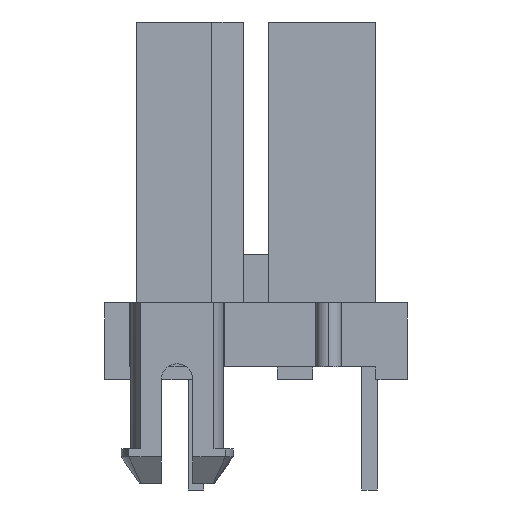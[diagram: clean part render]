
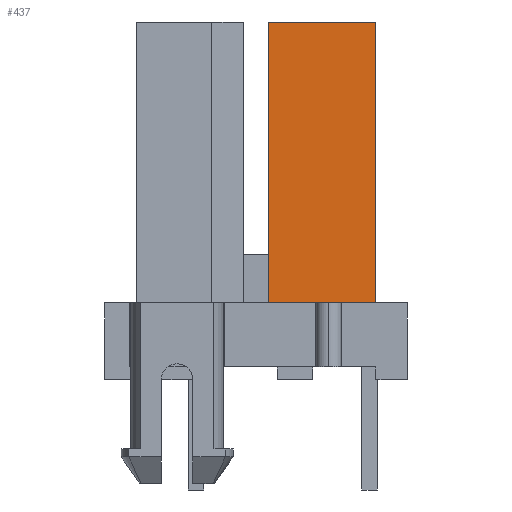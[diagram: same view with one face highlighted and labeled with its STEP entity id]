
A CAD part, left-side view. The second image highlights one B-rep face of the part: STEP entity #437.
In plain terms, the highlighted planar face has unit normal (-1, 0, 0).
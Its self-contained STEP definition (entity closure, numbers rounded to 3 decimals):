
#437=ADVANCED_FACE('',(#1417),#1418,.T.);
#1417=FACE_OUTER_BOUND('',#2606,.T.);
#1418=PLANE('',#2607);
#2606=EDGE_LOOP('',(#5992,#5993,#5994,#5995));
#2607=AXIS2_PLACEMENT_3D('',#5996,#5997,#5998);
#5992=ORIENTED_EDGE('',*,*,#8570,.T.);
#5993=ORIENTED_EDGE('',*,*,#8571,.F.);
#5994=ORIENTED_EDGE('',*,*,#8564,.F.);
#5995=ORIENTED_EDGE('',*,*,#7643,.T.);
#5996=CARTESIAN_POINT('',(-14.3,-0.4,0.0));
#5997=DIRECTION('',(-1.0,0.0,0.0));
#5998=DIRECTION('',(0.0,0.0,1.0));
#7643=EDGE_CURVE('',#9233,#9231,#9234,.T.);
#8564=EDGE_CURVE('',#9233,#10775,#10776,.T.);
#8570=EDGE_CURVE('',#9231,#10783,#10785,.T.);
#8571=EDGE_CURVE('',#10775,#10783,#10786,.T.);
#9231=VERTEX_POINT('',#11661);
#9233=VERTEX_POINT('',#11664);
#9234=LINE('',#11665,#11666);
#10775=VERTEX_POINT('',#14106);
#10776=LINE('',#14107,#14108);
#10783=VERTEX_POINT('',#14119);
#10785=LINE('',#14122,#14123);
#10786=LINE('',#14124,#14125);
#11661=CARTESIAN_POINT('',(-14.3,-3.8,0.0));
#11664=CARTESIAN_POINT('',(-14.3,-0.4,0.0));
#11665=CARTESIAN_POINT('',(-14.3,-0.4,0.0));
#11666=VECTOR('',#15359,3.4);
#14106=CARTESIAN_POINT('',(-14.3,-0.4,8.9));
#14107=CARTESIAN_POINT('',(-14.3,-0.4,0.0));
#14108=VECTOR('',#16350,8.9);
#14119=CARTESIAN_POINT('',(-14.3,-3.8,8.9));
#14122=CARTESIAN_POINT('',(-14.3,-3.8,0.0));
#14123=VECTOR('',#16356,8.9);
#14124=CARTESIAN_POINT('',(-14.3,-0.4,8.9));
#14125=VECTOR('',#16357,3.4);
#15359=DIRECTION('',(0.0,-1.0,0.0));
#16350=DIRECTION('',(0.0,0.0,1.0));
#16356=DIRECTION('',(0.0,0.0,1.0));
#16357=DIRECTION('',(0.0,-1.0,0.0));
